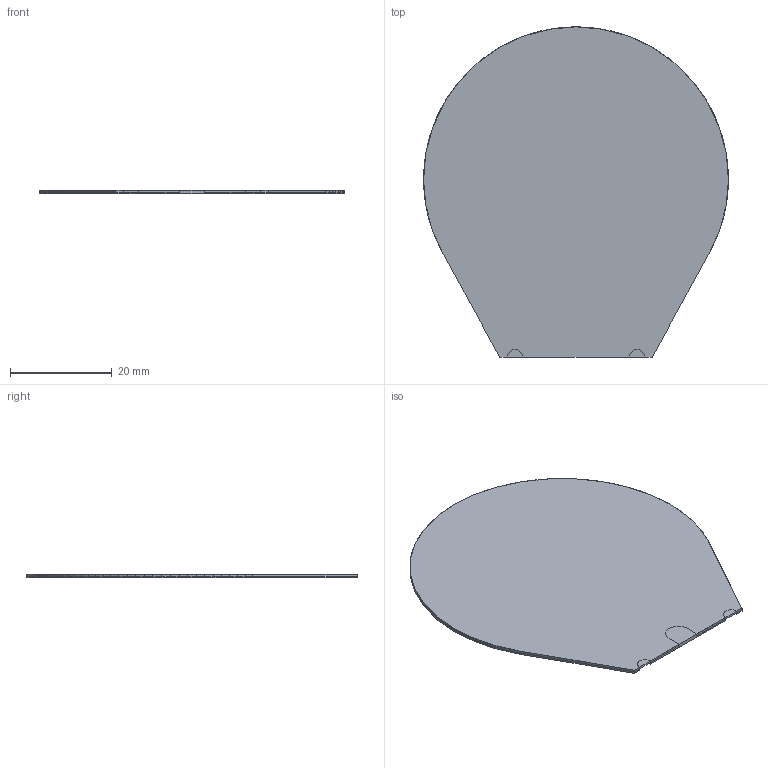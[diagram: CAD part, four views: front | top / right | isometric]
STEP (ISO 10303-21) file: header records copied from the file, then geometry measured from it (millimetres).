
FILE_DESCRIPTION(('Open CASCADE Model'),'2;1');
FILE_NAME('Open CASCADE Shape Model','2024-02-14T17:13:41',('Author'),( 'Open CASCADE'),'Open CASCADE STEP processor 7.5','Open CASCADE 7.5' ,'Unknown');
FILE_SCHEMA(('AUTOMOTIVE_DESIGN { 1 0 10303 214 1 1 1 1 }'));
Length unit declared in the file: millimetre
Products named in the file (5): PCB; Board; Open CASCADE STEP translator 7.5 3.1.1; Free-Models; Dieletrico_tampa_frente
Assembly tree (4 placements, depth 3):
  PCB
    Board
      Open CASCADE STEP translator 7.5 3.1.1
    Free-Models
      Dieletrico_tampa_frente
Bounding box: 60 x 65 x 0.75 mm (x, y, z)
Surface area: 12555.9 mm2
Topology: 2 solids, 2 shells, 117 faces, 339 edges, 226 vertices
Faces by surface type: plane 112, cylinder 5
Entity records: 3874 total; most frequent: CARTESIAN_POINT 687, ORIENTED_EDGE 678, DIRECTION 593, EDGE_CURVE 339, LINE 329, VECTOR 329, VERTEX_POINT 226, AXIS2_PLACEMENT_3D 132
